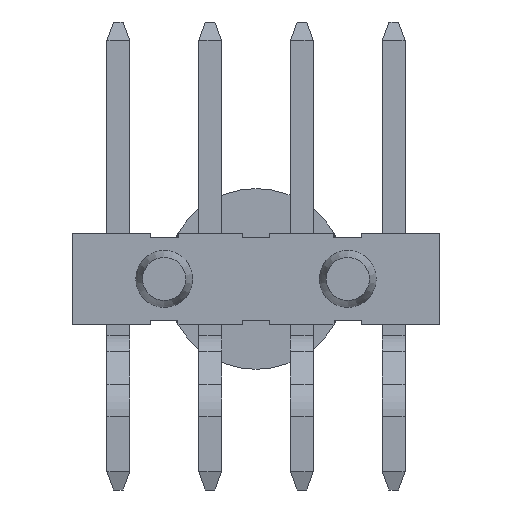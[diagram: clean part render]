
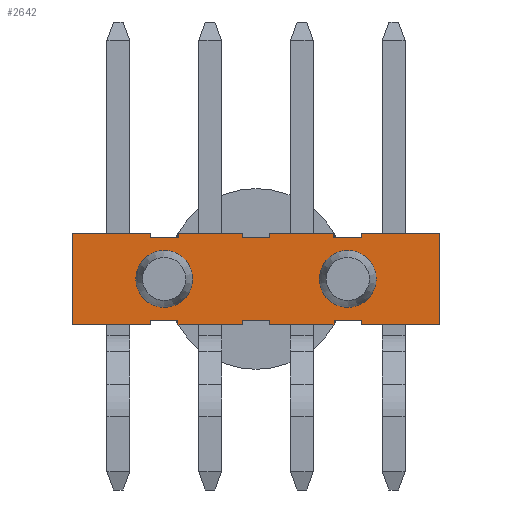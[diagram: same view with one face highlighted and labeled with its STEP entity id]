
A CAD part, front view. The second image highlights one B-rep face of the part: STEP entity #2642.
In plain terms, the highlighted planar face has unit normal (0, -1, 0).
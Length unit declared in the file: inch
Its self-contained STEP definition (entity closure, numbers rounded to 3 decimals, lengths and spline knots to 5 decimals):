
#58=LINE('',#3757,#402);
#59=LINE('',#3760,#403);
#60=LINE('',#3762,#404);
#61=LINE('',#3764,#405);
#62=LINE('',#3766,#406);
#63=LINE('',#3768,#407);
#64=LINE('',#3770,#408);
#65=LINE('',#3772,#409);
#66=LINE('',#3774,#410);
#67=LINE('',#3776,#411);
#68=LINE('',#3778,#412);
#69=LINE('',#3780,#413);
#70=LINE('',#3782,#414);
#71=LINE('',#3784,#415);
#72=LINE('',#3786,#416);
#73=LINE('',#3788,#417);
#74=LINE('',#3790,#418);
#75=LINE('',#3792,#419);
#76=LINE('',#3794,#420);
#77=LINE('',#3796,#421);
#78=LINE('',#3798,#422);
#79=LINE('',#3800,#423);
#80=LINE('',#3802,#424);
#81=LINE('',#3804,#425);
#82=LINE('',#3806,#426);
#83=LINE('',#3808,#427);
#84=LINE('',#3810,#428);
#85=LINE('',#3812,#429);
#402=VECTOR('',#3029,39.37008);
#403=VECTOR('',#3030,39.37008);
#404=VECTOR('',#3031,39.37008);
#405=VECTOR('',#3032,39.37008);
#406=VECTOR('',#3033,39.37008);
#407=VECTOR('',#3034,39.37008);
#408=VECTOR('',#3035,39.37008);
#409=VECTOR('',#3036,39.37008);
#410=VECTOR('',#3037,39.37008);
#411=VECTOR('',#3038,39.37008);
#412=VECTOR('',#3039,39.37008);
#413=VECTOR('',#3040,39.37008);
#414=VECTOR('',#3041,39.37008);
#415=VECTOR('',#3042,39.37008);
#416=VECTOR('',#3043,39.37008);
#417=VECTOR('',#3044,39.37008);
#418=VECTOR('',#3045,39.37008);
#419=VECTOR('',#3046,39.37008);
#420=VECTOR('',#3047,39.37008);
#421=VECTOR('',#3048,39.37008);
#422=VECTOR('',#3049,39.37008);
#423=VECTOR('',#3050,39.37008);
#424=VECTOR('',#3051,39.37008);
#425=VECTOR('',#3052,39.37008);
#426=VECTOR('',#3053,39.37008);
#427=VECTOR('',#3054,39.37008);
#428=VECTOR('',#3055,39.37008);
#429=VECTOR('',#3056,39.37008);
#746=ORIENTED_EDGE('',*,*,#1514,.F.);
#747=ORIENTED_EDGE('',*,*,#1515,.F.);
#748=ORIENTED_EDGE('',*,*,#1516,.F.);
#749=ORIENTED_EDGE('',*,*,#1517,.F.);
#750=ORIENTED_EDGE('',*,*,#1518,.F.);
#751=ORIENTED_EDGE('',*,*,#1519,.F.);
#752=ORIENTED_EDGE('',*,*,#1520,.F.);
#753=ORIENTED_EDGE('',*,*,#1521,.F.);
#754=ORIENTED_EDGE('',*,*,#1522,.F.);
#755=ORIENTED_EDGE('',*,*,#1523,.F.);
#756=ORIENTED_EDGE('',*,*,#1524,.F.);
#757=ORIENTED_EDGE('',*,*,#1525,.F.);
#758=ORIENTED_EDGE('',*,*,#1526,.F.);
#759=ORIENTED_EDGE('',*,*,#1527,.F.);
#760=ORIENTED_EDGE('',*,*,#1528,.T.);
#761=ORIENTED_EDGE('',*,*,#1529,.T.);
#762=ORIENTED_EDGE('',*,*,#1530,.F.);
#763=ORIENTED_EDGE('',*,*,#1531,.F.);
#764=ORIENTED_EDGE('',*,*,#1532,.F.);
#765=ORIENTED_EDGE('',*,*,#1533,.T.);
#766=ORIENTED_EDGE('',*,*,#1534,.F.);
#767=ORIENTED_EDGE('',*,*,#1535,.F.);
#768=ORIENTED_EDGE('',*,*,#1536,.F.);
#769=ORIENTED_EDGE('',*,*,#1537,.T.);
#770=ORIENTED_EDGE('',*,*,#1538,.F.);
#771=ORIENTED_EDGE('',*,*,#1539,.F.);
#772=ORIENTED_EDGE('',*,*,#1540,.F.);
#773=ORIENTED_EDGE('',*,*,#1541,.T.);
#774=ORIENTED_EDGE('',*,*,#1542,.F.);
#775=ORIENTED_EDGE('',*,*,#1543,.F.);
#1514=EDGE_CURVE('',#1898,#1898,#2146,.F.);
#1515=EDGE_CURVE('',#1899,#1899,#2147,.F.);
#1516=EDGE_CURVE('',#1900,#1901,#58,.T.);
#1517=EDGE_CURVE('',#1902,#1900,#59,.T.);
#1518=EDGE_CURVE('',#1903,#1902,#60,.T.);
#1519=EDGE_CURVE('',#1904,#1903,#61,.T.);
#1520=EDGE_CURVE('',#1905,#1904,#62,.T.);
#1521=EDGE_CURVE('',#1906,#1905,#63,.T.);
#1522=EDGE_CURVE('',#1907,#1906,#64,.T.);
#1523=EDGE_CURVE('',#1908,#1907,#65,.T.);
#1524=EDGE_CURVE('',#1909,#1908,#66,.T.);
#1525=EDGE_CURVE('',#1910,#1909,#67,.T.);
#1526=EDGE_CURVE('',#1911,#1910,#68,.T.);
#1527=EDGE_CURVE('',#1912,#1911,#69,.T.);
#1528=EDGE_CURVE('',#1912,#1913,#70,.T.);
#1529=EDGE_CURVE('',#1913,#1914,#71,.T.);
#1530=EDGE_CURVE('',#1915,#1914,#72,.T.);
#1531=EDGE_CURVE('',#1916,#1915,#73,.T.);
#1532=EDGE_CURVE('',#1917,#1916,#74,.T.);
#1533=EDGE_CURVE('',#1917,#1918,#75,.T.);
#1534=EDGE_CURVE('',#1919,#1918,#76,.T.);
#1535=EDGE_CURVE('',#1920,#1919,#77,.T.);
#1536=EDGE_CURVE('',#1921,#1920,#78,.T.);
#1537=EDGE_CURVE('',#1921,#1922,#79,.T.);
#1538=EDGE_CURVE('',#1923,#1922,#80,.T.);
#1539=EDGE_CURVE('',#1924,#1923,#81,.T.);
#1540=EDGE_CURVE('',#1925,#1924,#82,.T.);
#1541=EDGE_CURVE('',#1925,#1926,#83,.T.);
#1542=EDGE_CURVE('',#1927,#1926,#84,.T.);
#1543=EDGE_CURVE('',#1901,#1927,#85,.T.);
#1898=VERTEX_POINT('',#3754);
#1899=VERTEX_POINT('',#3756);
#1900=VERTEX_POINT('',#3758);
#1901=VERTEX_POINT('',#3759);
#1902=VERTEX_POINT('',#3761);
#1903=VERTEX_POINT('',#3763);
#1904=VERTEX_POINT('',#3765);
#1905=VERTEX_POINT('',#3767);
#1906=VERTEX_POINT('',#3769);
#1907=VERTEX_POINT('',#3771);
#1908=VERTEX_POINT('',#3773);
#1909=VERTEX_POINT('',#3775);
#1910=VERTEX_POINT('',#3777);
#1911=VERTEX_POINT('',#3779);
#1912=VERTEX_POINT('',#3781);
#1913=VERTEX_POINT('',#3783);
#1914=VERTEX_POINT('',#3785);
#1915=VERTEX_POINT('',#3787);
#1916=VERTEX_POINT('',#3789);
#1917=VERTEX_POINT('',#3791);
#1918=VERTEX_POINT('',#3793);
#1919=VERTEX_POINT('',#3795);
#1920=VERTEX_POINT('',#3797);
#1921=VERTEX_POINT('',#3799);
#1922=VERTEX_POINT('',#3801);
#1923=VERTEX_POINT('',#3803);
#1924=VERTEX_POINT('',#3805);
#1925=VERTEX_POINT('',#3807);
#1926=VERTEX_POINT('',#3809);
#1927=VERTEX_POINT('',#3811);
#2146=CIRCLE('',#2830,0.031);
#2147=CIRCLE('',#2831,0.031);
#2186=EDGE_LOOP('',(#746));
#2187=EDGE_LOOP('',(#747));
#2188=EDGE_LOOP('',(#748,#749,#750,#751,#752,#753,#754,#755,#756,#757,#758,
#759,#760,#761,#762,#763,#764,#765,#766,#767,#768,#769,#770,#771,#772,#773,
#774,#775));
#2350=FACE_BOUND('',#2186,.T.);
#2351=FACE_BOUND('',#2187,.T.);
#2352=FACE_BOUND('',#2188,.T.);
#2514=PLANE('',#2829);
#2642=ADVANCED_FACE('',(#2350,#2351,#2352),#2514,.F.);
#2829=AXIS2_PLACEMENT_3D('',#3752,#3023,#3024);
#2830=AXIS2_PLACEMENT_3D('',#3753,#3025,#3026);
#2831=AXIS2_PLACEMENT_3D('',#3755,#3027,#3028);
#3023=DIRECTION('',(0.,1.,0.));
#3024=DIRECTION('',(0.,0.,1.));
#3025=DIRECTION('',(0.,1.,0.));
#3026=DIRECTION('',(0.,0.,1.));
#3027=DIRECTION('',(0.,1.,0.));
#3028=DIRECTION('',(0.,0.,1.));
#3029=DIRECTION('',(0.,0.,1.));
#3030=DIRECTION('',(1.,0.,0.));
#3031=DIRECTION('',(0.,0.,-1.));
#3032=DIRECTION('',(1.,0.,0.));
#3033=DIRECTION('',(0.,0.,1.));
#3034=DIRECTION('',(1.,0.,0.));
#3035=DIRECTION('',(0.,0.,-1.));
#3036=DIRECTION('',(1.,0.,0.));
#3037=DIRECTION('',(0.,0.,1.));
#3038=DIRECTION('',(1.,0.,0.));
#3039=DIRECTION('',(0.,0.,-1.));
#3040=DIRECTION('',(1.,0.,0.));
#3041=DIRECTION('',(0.,0.,-1.));
#3042=DIRECTION('',(1.,0.,0.));
#3043=DIRECTION('',(0.,0.,-1.));
#3044=DIRECTION('',(-1.,0.,0.));
#3045=DIRECTION('',(0.,0.,1.));
#3046=DIRECTION('',(1.,0.,0.));
#3047=DIRECTION('',(0.,0.,-1.));
#3048=DIRECTION('',(-1.,0.,0.));
#3049=DIRECTION('',(0.,0.,1.));
#3050=DIRECTION('',(1.,0.,0.));
#3051=DIRECTION('',(0.,0.,-1.));
#3052=DIRECTION('',(-1.,0.,0.));
#3053=DIRECTION('',(0.,0.,1.));
#3054=DIRECTION('',(1.,0.,0.));
#3055=DIRECTION('',(0.,0.,-1.));
#3056=DIRECTION('',(1.,0.,0.));
#3752=CARTESIAN_POINT('',(-0.2,-0.06,0.05));
#3753=CARTESIAN_POINT('',(0.1,-0.06,0.));
#3754=CARTESIAN_POINT('',(0.1,-0.06,0.031));
#3755=CARTESIAN_POINT('',(-0.1,-0.06,0.));
#3756=CARTESIAN_POINT('',(-0.1,-0.06,0.031));
#3757=CARTESIAN_POINT('',(0.115,-0.06,0.05));
#3758=CARTESIAN_POINT('',(0.115,-0.06,0.045));
#3759=CARTESIAN_POINT('',(0.115,-0.06,0.05));
#3760=CARTESIAN_POINT('',(-0.2,-0.06,0.045));
#3761=CARTESIAN_POINT('',(0.085,-0.06,0.045));
#3762=CARTESIAN_POINT('',(0.085,-0.06,0.05));
#3763=CARTESIAN_POINT('',(0.085,-0.06,0.05));
#3764=CARTESIAN_POINT('',(-0.2,-0.06,0.05));
#3765=CARTESIAN_POINT('',(0.015,-0.06,0.05));
#3766=CARTESIAN_POINT('',(0.015,-0.06,0.05));
#3767=CARTESIAN_POINT('',(0.015,-0.06,0.045));
#3768=CARTESIAN_POINT('',(-0.2,-0.06,0.045));
#3769=CARTESIAN_POINT('',(-0.015,-0.06,0.045));
#3770=CARTESIAN_POINT('',(-0.015,-0.06,0.05));
#3771=CARTESIAN_POINT('',(-0.015,-0.06,0.05));
#3772=CARTESIAN_POINT('',(-0.2,-0.06,0.05));
#3773=CARTESIAN_POINT('',(-0.085,-0.06,0.05));
#3774=CARTESIAN_POINT('',(-0.085,-0.06,0.05));
#3775=CARTESIAN_POINT('',(-0.085,-0.06,0.045));
#3776=CARTESIAN_POINT('',(-0.2,-0.06,0.045));
#3777=CARTESIAN_POINT('',(-0.115,-0.06,0.045));
#3778=CARTESIAN_POINT('',(-0.115,-0.06,0.05));
#3779=CARTESIAN_POINT('',(-0.115,-0.06,0.05));
#3780=CARTESIAN_POINT('',(-0.2,-0.06,0.05));
#3781=CARTESIAN_POINT('',(-0.2,-0.06,0.05));
#3782=CARTESIAN_POINT('',(-0.2,-0.06,0.05));
#3783=CARTESIAN_POINT('',(-0.2,-0.06,-0.05));
#3784=CARTESIAN_POINT('',(-0.2,-0.06,-0.05));
#3785=CARTESIAN_POINT('',(-0.115,-0.06,-0.05));
#3786=CARTESIAN_POINT('',(-0.115,-0.06,0.05));
#3787=CARTESIAN_POINT('',(-0.115,-0.06,-0.045));
#3788=CARTESIAN_POINT('',(-0.2,-0.06,-0.045));
#3789=CARTESIAN_POINT('',(-0.085,-0.06,-0.045));
#3790=CARTESIAN_POINT('',(-0.085,-0.06,0.05));
#3791=CARTESIAN_POINT('',(-0.085,-0.06,-0.05));
#3792=CARTESIAN_POINT('',(-0.2,-0.06,-0.05));
#3793=CARTESIAN_POINT('',(-0.015,-0.06,-0.05));
#3794=CARTESIAN_POINT('',(-0.015,-0.06,0.05));
#3795=CARTESIAN_POINT('',(-0.015,-0.06,-0.045));
#3796=CARTESIAN_POINT('',(-0.2,-0.06,-0.045));
#3797=CARTESIAN_POINT('',(0.015,-0.06,-0.045));
#3798=CARTESIAN_POINT('',(0.015,-0.06,0.05));
#3799=CARTESIAN_POINT('',(0.015,-0.06,-0.05));
#3800=CARTESIAN_POINT('',(-0.2,-0.06,-0.05));
#3801=CARTESIAN_POINT('',(0.085,-0.06,-0.05));
#3802=CARTESIAN_POINT('',(0.085,-0.06,0.05));
#3803=CARTESIAN_POINT('',(0.085,-0.06,-0.045));
#3804=CARTESIAN_POINT('',(-0.2,-0.06,-0.045));
#3805=CARTESIAN_POINT('',(0.115,-0.06,-0.045));
#3806=CARTESIAN_POINT('',(0.115,-0.06,0.05));
#3807=CARTESIAN_POINT('',(0.115,-0.06,-0.05));
#3808=CARTESIAN_POINT('',(-0.2,-0.06,-0.05));
#3809=CARTESIAN_POINT('',(0.2,-0.06,-0.05));
#3810=CARTESIAN_POINT('',(0.2,-0.06,0.05));
#3811=CARTESIAN_POINT('',(0.2,-0.06,0.05));
#3812=CARTESIAN_POINT('',(-0.2,-0.06,0.05));
